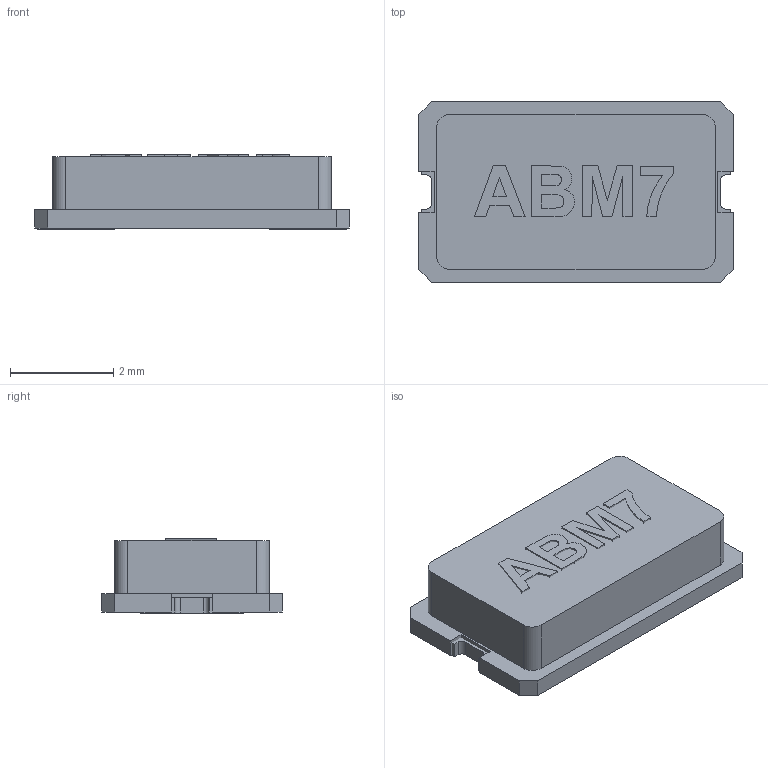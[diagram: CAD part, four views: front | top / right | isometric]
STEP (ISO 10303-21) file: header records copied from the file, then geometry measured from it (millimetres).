
FILE_DESCRIPTION (( 'STEP AP214' ), '1' );
FILE_NAME ('24D20134-44CD-4953-840A-CFDB66DD070E.STEP', '2022-08-09T18:12:04', ( '' ), ( '' ), 'SwSTEP 2.0', 'SolidWorks 2022', '' );
FILE_SCHEMA (( 'AUTOMOTIVE_DESIGN' ));
Length unit declared in the file: millimetre
Products named in the file (1): 24D20134-44CD-4953-840A-CFDB66DD070E
Bounding box: 6.1 x 3.5 x 1.44 mm (x, y, z)
Volume: 26 mm3; surface area: 89.5 mm2
Topology: 7 solids, 7 shells, 102 faces, 261 edges, 174 vertices
Faces by surface type: plane 83, bspline 11, cylinder 8
Entity records: 4473 total; most frequent: CARTESIAN_POINT 829, ORIENTED_EDGE 522, DIRECTION 437, EDGE_CURVE 261, VECTOR 221, LINE 221, VERTEX_POINT 174, UNCERTAINTY_MEASURE_WITH_UNIT 111
